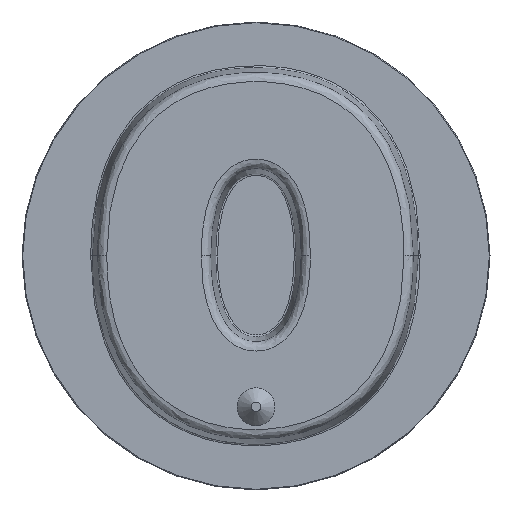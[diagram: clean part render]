
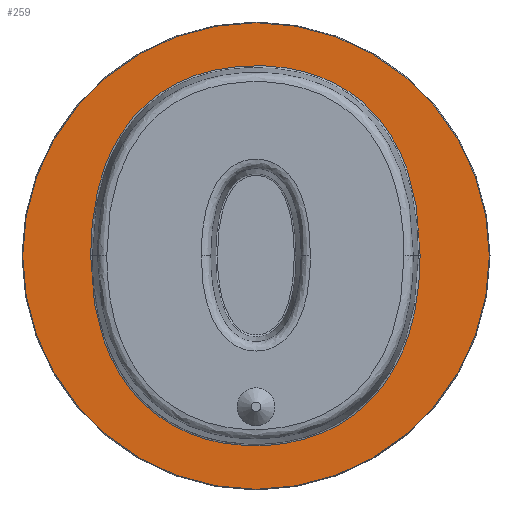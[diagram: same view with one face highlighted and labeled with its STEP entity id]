
A CAD part, top view. The second image highlights one B-rep face of the part: STEP entity #259.
In plain terms, the highlighted planar face has unit normal (0, 0, 1).
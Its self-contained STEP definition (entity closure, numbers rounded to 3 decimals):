
#27=FACE_BOUND('',#73,.T.);
#30=B_SPLINE_CURVE_WITH_KNOTS('',3,(#379,#380,#381,#382,#383,#384,#385,
#386,#387,#388,#389,#390,#391,#392),.UNSPECIFIED.,.F.,.F.,(4,1,1,1,1,2,
1,1,1,1,4),(-5.999,-5.4,-4.8,-4.201,
-3.602,-3.003,-2.102,-1.802,
-1.201,-0.601,0.),.UNSPECIFIED.);
#31=B_SPLINE_CURVE_WITH_KNOTS('',3,(#393,#394,#395,#396,#397,#398,#399,
#400,#401,#402,#403,#404,#405,#406),.UNSPECIFIED.,.F.,.F.,(4,1,1,1,1,2,
1,1,1,1,4),(-6.007,-5.407,-4.807,-4.207,
-3.607,-3.007,-2.405,-1.804,
-1.203,-0.601,0.),
 .UNSPECIFIED.);
#46=PLANE('',#296);
#52=FACE_OUTER_BOUND('',#72,.T.);
#72=EDGE_LOOP('',(#186));
#73=EDGE_LOOP('',(#187,#188));
#108=CIRCLE('',#293,24.75);
#122=VERTEX_POINT('',#369);
#125=VERTEX_POINT('',#377);
#126=VERTEX_POINT('',#378);
#144=EDGE_CURVE('',#122,#122,#108,.T.);
#148=EDGE_CURVE('',#125,#126,#30,.T.);
#149=EDGE_CURVE('',#126,#125,#31,.T.);
#186=ORIENTED_EDGE('',*,*,#144,.F.);
#187=ORIENTED_EDGE('',*,*,#148,.F.);
#188=ORIENTED_EDGE('',*,*,#149,.F.);
#259=ADVANCED_FACE('',(#52,#27),#46,.T.);
#293=AXIS2_PLACEMENT_3D('',#370,#318,#319);
#296=AXIS2_PLACEMENT_3D('',#376,#325,#326);
#318=DIRECTION('center_axis',(0.,0.,-1.));
#319=DIRECTION('ref_axis',(-1.,0.,0.));
#325=DIRECTION('center_axis',(0.,0.,1.));
#326=DIRECTION('ref_axis',(1.,0.,0.));
#369=CARTESIAN_POINT('',(24.75,0.,0.));
#370=CARTESIAN_POINT('Origin',(0.,0.,0.));
#376=CARTESIAN_POINT('Origin',(0.,0.,0.));
#377=CARTESIAN_POINT('',(-17.544,0.057,0.));
#378=CARTESIAN_POINT('',(17.409,0.057,0.));
#379=CARTESIAN_POINT('Ctrl Pts',(-17.544,0.057,0.));
#380=CARTESIAN_POINT('Ctrl Pts',(-17.544,-1.94,0.));
#381=CARTESIAN_POINT('Ctrl Pts',(-17.215,-5.95,0.));
#382=CARTESIAN_POINT('Ctrl Pts',(-15.315,-11.714,0.));
#383=CARTESIAN_POINT('Ctrl Pts',(-11.547,-16.573,0.));
#384=CARTESIAN_POINT('Ctrl Pts',(-6.166,-19.556,0.));
#385=CARTESIAN_POINT('Ctrl Pts',(-2.137,-20.137,0.));
#386=CARTESIAN_POINT('Ctrl Pts',(2.898,-20.149,0.));
#387=CARTESIAN_POINT('Ctrl Pts',(6.948,-19.248,0.));
#388=CARTESIAN_POINT('Ctrl Pts',(11.973,-15.818,0.));
#389=CARTESIAN_POINT('Ctrl Pts',(15.143,-11.777,0.));
#390=CARTESIAN_POINT('Ctrl Pts',(17.074,-6.007,0.));
#391=CARTESIAN_POINT('Ctrl Pts',(17.409,-1.945,0.));
#392=CARTESIAN_POINT('Ctrl Pts',(17.409,0.057,0.));
#393=CARTESIAN_POINT('Ctrl Pts',(17.409,0.057,0.));
#394=CARTESIAN_POINT('Ctrl Pts',(17.409,2.058,0.));
#395=CARTESIAN_POINT('Ctrl Pts',(17.093,6.076,0.));
#396=CARTESIAN_POINT('Ctrl Pts',(15.253,11.861,0.));
#397=CARTESIAN_POINT('Ctrl Pts',(11.482,16.75,0.));
#398=CARTESIAN_POINT('Ctrl Pts',(6.042,19.656,0.));
#399=CARTESIAN_POINT('Ctrl Pts',(2.005,20.192,0.));
#400=CARTESIAN_POINT('Ctrl Pts',(-2.028,20.195,0.));
#401=CARTESIAN_POINT('Ctrl Pts',(-6.065,19.661,0.));
#402=CARTESIAN_POINT('Ctrl Pts',(-11.526,16.791,0.));
#403=CARTESIAN_POINT('Ctrl Pts',(-15.342,11.921,0.));
#404=CARTESIAN_POINT('Ctrl Pts',(-17.221,6.13,0.));
#405=CARTESIAN_POINT('Ctrl Pts',(-17.544,2.062,0.));
#406=CARTESIAN_POINT('Ctrl Pts',(-17.544,0.057,0.));
